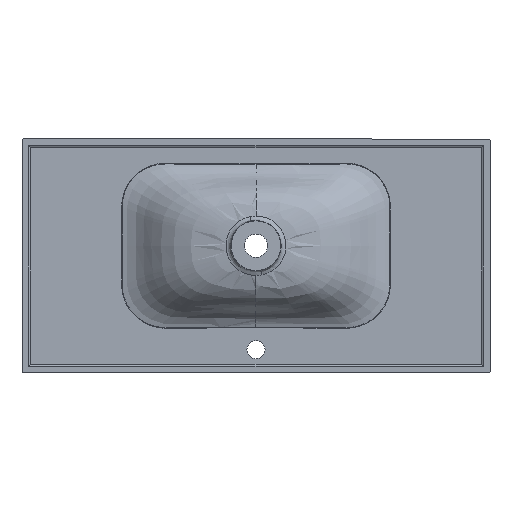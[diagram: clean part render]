
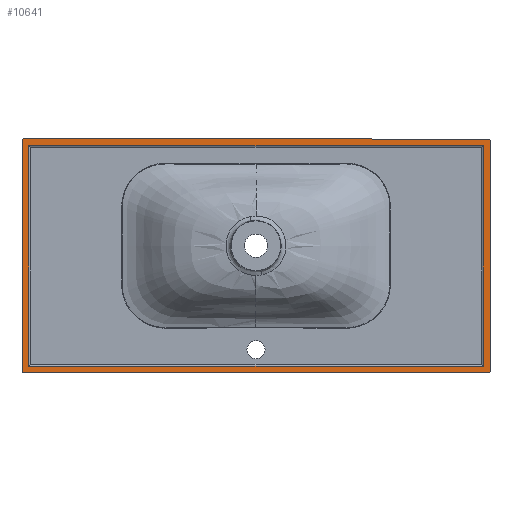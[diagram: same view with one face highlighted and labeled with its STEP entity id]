
A CAD part, front view. The second image highlights one B-rep face of the part: STEP entity #10641.
In plain terms, the highlighted planar face has unit normal (0, -1, 0).
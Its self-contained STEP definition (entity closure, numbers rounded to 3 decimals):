
#219 =( BOUNDED_CURVE ( )  B_SPLINE_CURVE ( 3, ( #16349, #4467, #11702, #2522 ),
 .UNSPECIFIED., .F., .T. ) 
 B_SPLINE_CURVE_WITH_KNOTS ( ( 4, 4 ),
 ( 2.357, 3.926 ),
 .UNSPECIFIED. ) 
 CURVE ( )  GEOMETRIC_REPRESENTATION_ITEM ( )  RATIONAL_B_SPLINE_CURVE ( ( 1., 0.805, 0.805, 1. ) ) 
 REPRESENTATION_ITEM ( '' )  );
#337 = CARTESIAN_POINT ( 'NONE',  ( 448., -14., 225.244 ) ) ;
#527 = CARTESIAN_POINT ( 'NONE',  ( 449.17, -14., -224.755 ) ) ;
#793 = VECTOR ( 'NONE', #11503, 1000. ) ;
#1449 = CARTESIAN_POINT ( 'NONE',  ( -437.093, -14., 212.338 ) ) ;
#1950 = VERTEX_POINT ( 'NONE', #1449 ) ;
#2028 = ORIENTED_EDGE ( 'NONE', *, *, #7008, .T. ) ;
#2077 = DIRECTION ( 'NONE',  ( 0., 1., 0. ) ) ;
#2157 = VECTOR ( 'NONE', #18385, 1000. ) ;
#2242 = CARTESIAN_POINT ( 'NONE',  ( -449.171, -14., 225.244 ) ) ;
#2419 = CARTESIAN_POINT ( 'NONE',  ( -449.999, -14., 224.755 ) ) ;
#2472 = CARTESIAN_POINT ( 'NONE',  ( 449.51, -14., 225.244 ) ) ;
#2522 = CARTESIAN_POINT ( 'NONE',  ( 448., -14., 225.244 ) ) ;
#2608 = ORIENTED_EDGE ( 'NONE', *, *, #20066, .T. ) ;
#2980 = VERTEX_POINT ( 'NONE', #9036 ) ;
#3611 = ORIENTED_EDGE ( 'NONE', *, *, #20784, .T. ) ;
#3802 = VERTEX_POINT ( 'NONE', #12149 ) ;
#3903 = LINE ( 'NONE', #11144, #2157 ) ;
#4035 = VERTEX_POINT ( 'NONE', #4794 ) ;
#4083 = DIRECTION ( 'NONE',  ( 0., 0., -1. ) ) ;
#4254 = LINE ( 'NONE', #2472, #20355 ) ;
#4467 = CARTESIAN_POINT ( 'NONE',  ( 449.999, -14., 224.416 ) ) ;
#4493 = VECTOR ( 'NONE', #4083, 1000. ) ;
#4736 = VERTEX_POINT ( 'NONE', #17619 ) ;
#4794 = CARTESIAN_POINT ( 'NONE',  ( 447.998, -14., -224.755 ) ) ;
#5033 = VERTEX_POINT ( 'NONE', #15982 ) ;
#5401 = FACE_BOUND ( 'NONE', #21507, .T. ) ;
#5562 = DIRECTION ( 'NONE',  ( 0., 0., 1. ) ) ;
#5673 = LINE ( 'NONE', #19937, #19595 ) ;
#5881 = CARTESIAN_POINT ( 'NONE',  ( 449.51, -14., -224.755 ) ) ;
#6152 = LINE ( 'NONE', #16728, #793 ) ;
#6385 = VERTEX_POINT ( 'NONE', #15039 ) ;
#6427 = CARTESIAN_POINT ( 'NONE',  ( 447.998, -14., -224.755 ) ) ;
#6502 = VERTEX_POINT ( 'NONE', #337 ) ;
#6804 = ORIENTED_EDGE ( 'NONE', *, *, #19929, .T. ) ;
#7008 = EDGE_CURVE ( 'NONE', #3802, #6385, #15237, .T. ) ;
#7241 = CARTESIAN_POINT ( 'NONE',  ( -449.999, -14., -222.755 ) ) ;
#7355 = CARTESIAN_POINT ( 'NONE',  ( 449.51, -14., -211.755 ) ) ;
#7613 =( BOUNDED_CURVE ( )  B_SPLINE_CURVE ( 3, ( #16954, #2242, #9835, #7808 ),
 .UNSPECIFIED., .F., .T. ) 
 B_SPLINE_CURVE_WITH_KNOTS ( ( 4, 4 ),
 ( 2.357, 3.926 ),
 .UNSPECIFIED. ) 
 CURVE ( )  GEOMETRIC_REPRESENTATION_ITEM ( )  RATIONAL_B_SPLINE_CURVE ( ( 1., 0.805, 0.805, 1. ) ) 
 REPRESENTATION_ITEM ( '' )  );
#7808 = CARTESIAN_POINT ( 'NONE',  ( -449.999, -14., 223.245 ) ) ;
#7865 = CARTESIAN_POINT ( 'NONE',  ( 449.999, -14., -222.755 ) ) ;
#7941 = VERTEX_POINT ( 'NONE', #9786 ) ;
#7966 = EDGE_CURVE ( 'NONE', #18062, #6502, #219, .T. ) ;
#8954 = ORIENTED_EDGE ( 'NONE', *, *, #18907, .F. ) ;
#9036 = CARTESIAN_POINT ( 'NONE',  ( 449.999, -14., -222.755 ) ) ;
#9182 = VERTEX_POINT ( 'NONE', #21319 ) ;
#9257 = DIRECTION ( 'NONE',  ( 1., 0., 0. ) ) ;
#9786 = CARTESIAN_POINT ( 'NONE',  ( 437.093, -14., -211.755 ) ) ;
#9835 = CARTESIAN_POINT ( 'NONE',  ( -449.999, -14., 224.416 ) ) ;
#10641 = ADVANCED_FACE ( 'NONE', ( #21898, #5401 ), #12646, .F. ) ;
#11144 = CARTESIAN_POINT ( 'NONE',  ( 449.51, -14., 212.338 ) ) ;
#11375 = CARTESIAN_POINT ( 'NONE',  ( -448., -14., 225.244 ) ) ;
#11503 = DIRECTION ( 'NONE',  ( 0., 0., -1. ) ) ;
#11702 = CARTESIAN_POINT ( 'NONE',  ( 449.171, -14., 225.244 ) ) ;
#11721 = CARTESIAN_POINT ( 'NONE',  ( 449.999, -14., 224.755 ) ) ;
#12149 = CARTESIAN_POINT ( 'NONE',  ( -449.999, -14., 223.245 ) ) ;
#12231 = EDGE_CURVE ( 'NONE', #5033, #4035, #19913, .T. ) ;
#12250 = CARTESIAN_POINT ( 'NONE',  ( 449.999, -14., 223.245 ) ) ;
#12567 = VECTOR ( 'NONE', #9257, 1000. ) ;
#12646 = PLANE ( 'NONE',  #16580 ) ;
#12820 = CARTESIAN_POINT ( 'NONE',  ( -449.17, -14., -224.755 ) ) ;
#12824 = ORIENTED_EDGE ( 'NONE', *, *, #12231, .T. ) ;
#12951 = EDGE_CURVE ( 'NONE', #4736, #7941, #14375, .T. ) ;
#13124 = DIRECTION ( 'NONE',  ( 1., 0., 0. ) ) ;
#13246 = EDGE_CURVE ( 'NONE', #6385, #5033, #19759, .T. ) ;
#13699 = ORIENTED_EDGE ( 'NONE', *, *, #14644, .F. ) ;
#14375 = LINE ( 'NONE', #7355, #12567 ) ;
#14600 = CARTESIAN_POINT ( 'NONE',  ( -447.998, -14., -224.755 ) ) ;
#14644 = EDGE_CURVE ( 'NONE', #1950, #4736, #6152, .T. ) ;
#14667 = VECTOR ( 'NONE', #18500, 1000. ) ;
#15039 = CARTESIAN_POINT ( 'NONE',  ( -449.999, -14., -222.755 ) ) ;
#15237 = LINE ( 'NONE', #2419, #4493 ) ;
#15595 = ORIENTED_EDGE ( 'NONE', *, *, #19201, .F. ) ;
#15982 = CARTESIAN_POINT ( 'NONE',  ( -447.998, -14., -224.755 ) ) ;
#16094 = DIRECTION ( 'NONE',  ( 0., 0., 1. ) ) ;
#16349 = CARTESIAN_POINT ( 'NONE',  ( 449.999, -14., 223.245 ) ) ;
#16580 = AXIS2_PLACEMENT_3D ( 'NONE', #20118, #2077, #16094 ) ;
#16728 = CARTESIAN_POINT ( 'NONE',  ( -437.093, -14., 224.755 ) ) ;
#16894 = CARTESIAN_POINT ( 'NONE',  ( 449.999, -14., -223.927 ) ) ;
#16954 = CARTESIAN_POINT ( 'NONE',  ( -448., -14., 225.244 ) ) ;
#17292 = EDGE_CURVE ( 'NONE', #4035, #2980, #18230, .T. ) ;
#17379 = ORIENTED_EDGE ( 'NONE', *, *, #7966, .T. ) ;
#17619 = CARTESIAN_POINT ( 'NONE',  ( -437.093, -14., -211.755 ) ) ;
#18057 = CARTESIAN_POINT ( 'NONE',  ( -449.999, -14., -223.927 ) ) ;
#18062 = VERTEX_POINT ( 'NONE', #12250 ) ;
#18204 = ORIENTED_EDGE ( 'NONE', *, *, #12951, .F. ) ;
#18230 =( BOUNDED_CURVE ( )  B_SPLINE_CURVE ( 3, ( #6427, #527, #16894, #7865 ),
 .UNSPECIFIED., .F., .T. ) 
 B_SPLINE_CURVE_WITH_KNOTS ( ( 4, 4 ),
 ( 1.571, 3.142 ),
 .UNSPECIFIED. ) 
 CURVE ( )  GEOMETRIC_REPRESENTATION_ITEM ( )  RATIONAL_B_SPLINE_CURVE ( ( 1., 0.805, 0.805, 1. ) ) 
 REPRESENTATION_ITEM ( '' )  );
#18385 = DIRECTION ( 'NONE',  ( -1., 0., 0. ) ) ;
#18500 = DIRECTION ( 'NONE',  ( 0., 0., 1. ) ) ;
#18852 = DIRECTION ( 'NONE',  ( -1., 0., 0. ) ) ;
#18907 = EDGE_CURVE ( 'NONE', #7941, #9182, #5673, .T. ) ;
#19201 = EDGE_CURVE ( 'NONE', #9182, #1950, #3903, .T. ) ;
#19595 = VECTOR ( 'NONE', #5562, 1000. ) ;
#19759 =( BOUNDED_CURVE ( )  B_SPLINE_CURVE ( 3, ( #7241, #18057, #12820, #14600 ),
 .UNSPECIFIED., .F., .T. ) 
 B_SPLINE_CURVE_WITH_KNOTS ( ( 4, 4 ),
 ( 3.142, 4.712 ),
 .UNSPECIFIED. ) 
 CURVE ( )  GEOMETRIC_REPRESENTATION_ITEM ( )  RATIONAL_B_SPLINE_CURVE ( ( 1., 0.805, 0.805, 1. ) ) 
 REPRESENTATION_ITEM ( '' )  );
#19913 = LINE ( 'NONE', #5881, #20011 ) ;
#19929 = EDGE_CURVE ( 'NONE', #21181, #3802, #7613, .T. ) ;
#19937 = CARTESIAN_POINT ( 'NONE',  ( 437.093, -14., 224.755 ) ) ;
#20011 = VECTOR ( 'NONE', #13124, 1000. ) ;
#20066 = EDGE_CURVE ( 'NONE', #2980, #18062, #20403, .T. ) ;
#20118 = CARTESIAN_POINT ( 'NONE',  ( 0., -14., 0. ) ) ;
#20355 = VECTOR ( 'NONE', #18852, 1000. ) ;
#20403 = LINE ( 'NONE', #11721, #14667 ) ;
#20784 = EDGE_CURVE ( 'NONE', #6502, #21181, #4254, .T. ) ;
#20828 = ORIENTED_EDGE ( 'NONE', *, *, #13246, .T. ) ;
#21181 = VERTEX_POINT ( 'NONE', #11375 ) ;
#21319 = CARTESIAN_POINT ( 'NONE',  ( 437.093, -14., 212.338 ) ) ;
#21507 = EDGE_LOOP ( 'NONE', ( #13699, #15595, #8954, #18204 ) ) ;
#21898 = FACE_OUTER_BOUND ( 'NONE', #21961, .T. ) ;
#21961 = EDGE_LOOP ( 'NONE', ( #22720, #2608, #17379, #3611, #6804, #2028, #20828, #12824 ) ) ;
#22720 = ORIENTED_EDGE ( 'NONE', *, *, #17292, .T. ) ;
